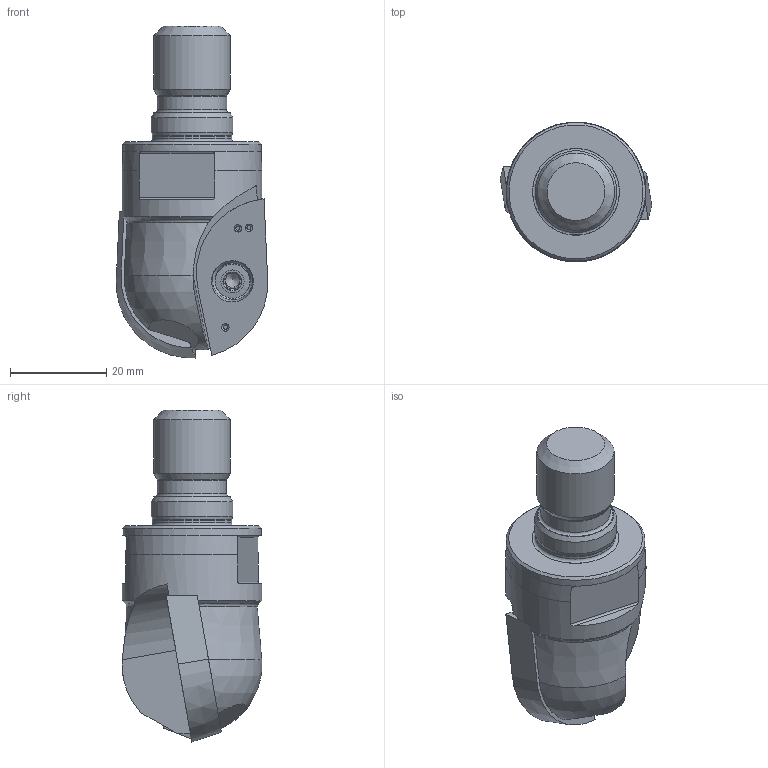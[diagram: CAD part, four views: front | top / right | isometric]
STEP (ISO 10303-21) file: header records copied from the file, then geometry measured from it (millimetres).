
FILE_DESCRIPTION(/* description */ (''),/* implementation_level */ '2;1');
FILE_NAME(/* name */ '1580292476557.stp',/* time_stamp */ '2020-01-29T15:38:10+05:00',/* author */ (''),/* organization */ ('SMS'),/* preprocessor_version */ 'ST-DEVELOPER v16.7',/* originating_system */ 'SIEMENS PLM Software NX 12.0',/* authorisation */ '');
FILE_SCHEMA (('AUTOMOTIVE_DESIGN { 1 0 10303 214 3 1 1 1 }'));
Length unit declared in the file: millimetre
Products named in the file (4): ASSEMBLY_CONSTRUCTION; 202032644mod000_00; 202377055mod000_00; 202377263mod000_00
Assembly tree (4 placements, depth 2):
  202377263mod000_00
    202377055mod000_00
    202032644mod000_00  x2
    ASSEMBLY_CONSTRUCTION
Bounding box: 31.4 x 28.99 x 68.86 mm (x, y, z)
Volume: 24319 mm3; surface area: 8698.1 mm2
Topology: 3 solids, 3 shells, 177 faces, 443 edges, 294 vertices
Faces by surface type: plane 74, cone 38, extrusion 24, cylinder 21, torus 16, sphere 2, bspline 2
Full cylindrical faces by diameter (mm): 4.5 x2, 5 x2, 5.9 x2, 7.15 x2, 14.376 x1, 16 x1, 16.6 x1, 17 x1, 28.8 x1, 29 x1
Entity records: 6156 total; most frequent: CARTESIAN_POINT 2290, DIRECTION 785, ORIENTED_EDGE 708, EDGE_CURVE 354, AXIS2_PLACEMENT_3D 324, VERTEX_POINT 243, EDGE_LOOP 209, ADVANCED_FACE 162
